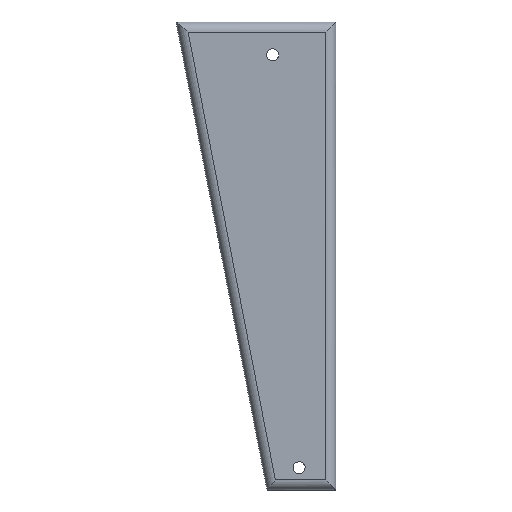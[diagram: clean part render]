
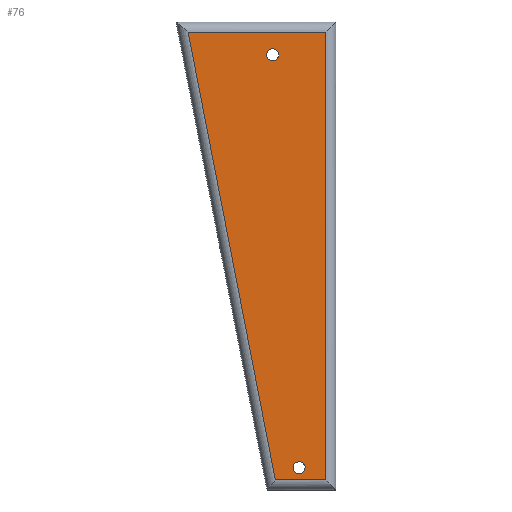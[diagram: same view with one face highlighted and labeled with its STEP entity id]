
A CAD part, left-side view. The second image highlights one B-rep face of the part: STEP entity #76.
In plain terms, the highlighted planar face has unit normal (-1, 0, 0).
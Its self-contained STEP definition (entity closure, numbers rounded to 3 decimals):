
#76 = ADVANCED_FACE( '', ( #87, #88, #89 ), #90, .F. );
#87 = FACE_OUTER_BOUND( '', #109, .T. );
#88 = FACE_BOUND( '', #110, .T. );
#89 = FACE_BOUND( '', #111, .T. );
#90 = PLANE( '', #112 );
#109 = EDGE_LOOP( '', ( #133, #134, #135, #136 ) );
#110 = EDGE_LOOP( '', ( #137 ) );
#111 = EDGE_LOOP( '', ( #138 ) );
#112 = AXIS2_PLACEMENT_3D( '', #139, #140, #141 );
#133 = ORIENTED_EDGE( '', *, *, #186, .F. );
#134 = ORIENTED_EDGE( '', *, *, #187, .F. );
#135 = ORIENTED_EDGE( '', *, *, #188, .F. );
#136 = ORIENTED_EDGE( '', *, *, #189, .F. );
#137 = ORIENTED_EDGE( '', *, *, #185, .T. );
#138 = ORIENTED_EDGE( '', *, *, #190, .T. );
#139 = CARTESIAN_POINT( '', ( 13139.428, -0.037, -0.001 ) );
#140 = DIRECTION( '', ( 1., 0., 0. ) );
#141 = DIRECTION( '', ( 0., 0.033, -0.999 ) );
#185 = EDGE_CURVE( '', #202, #202, #203, .T. );
#186 = EDGE_CURVE( '', #204, #205, #206, .T. );
#187 = EDGE_CURVE( '', #207, #204, #208, .T. );
#188 = EDGE_CURVE( '', #209, #207, #210, .T. );
#189 = EDGE_CURVE( '', #205, #209, #211, .T. );
#190 = EDGE_CURVE( '', #212, #212, #213, .T. );
#202 = VERTEX_POINT( '', #230 );
#203 = CIRCLE( '', #231, 3. );
#204 = VERTEX_POINT( '', #232 );
#205 = VERTEX_POINT( '', #233 );
#206 = LINE( '', #234, #235 );
#207 = VERTEX_POINT( '', #236 );
#208 = LINE( '', #237, #238 );
#209 = VERTEX_POINT( '', #239 );
#210 = LINE( '', #240, #241 );
#211 = LINE( '', #242, #243 );
#212 = VERTEX_POINT( '', #244 );
#213 = CIRCLE( '', #245, 3. );
#230 = CARTESIAN_POINT( '', ( 13139.428, 136.068, -768.741 ) );
#231 = AXIS2_PLACEMENT_3D( '', #343, #344, #345 );
#232 = CARTESIAN_POINT( '', ( 13139.428, 106.5, -980.969 ) );
#233 = CARTESIAN_POINT( '', ( 13139.428, 131.785, -980.969 ) );
#234 = CARTESIAN_POINT( '', ( 13139.428, 141.395, -980.969 ) );
#235 = VECTOR( '', #346, 1000. );
#236 = CARTESIAN_POINT( '', ( 13139.428, 106.5, -757.491 ) );
#237 = CARTESIAN_POINT( '', ( 13139.428, 106.5, -869.23 ) );
#238 = VECTOR( '', #347, 1000. );
#239 = CARTESIAN_POINT( '', ( 13139.428, 175.224, -757.491 ) );
#240 = CARTESIAN_POINT( '', ( 13139.428, 141.395, -757.491 ) );
#241 = VECTOR( '', #348, 1000. );
#242 = CARTESIAN_POINT( '', ( 13139.428, 153.597, -868.753 ) );
#243 = VECTOR( '', #349, 1000. );
#244 = CARTESIAN_POINT( '', ( 13139.428, 122.916, -974.759 ) );
#245 = AXIS2_PLACEMENT_3D( '', #350, #351, #352 );
#343 = CARTESIAN_POINT( '', ( 13139.428, 133.07, -768.84 ) );
#344 = DIRECTION( '', ( 1., 0., 0. ) );
#345 = DIRECTION( '', ( 0., 0.999, 0.033 ) );
#346 = DIRECTION( '', ( 0., 1., 0. ) );
#347 = DIRECTION( '', ( 0., 0., -1. ) );
#348 = DIRECTION( '', ( 0., -1., 0. ) );
#349 = DIRECTION( '', ( 0., 0.191, 0.982 ) );
#350 = CARTESIAN_POINT( '', ( 13139.428, 119.918, -974.858 ) );
#351 = DIRECTION( '', ( 1., 0., 0. ) );
#352 = DIRECTION( '', ( 0., 0.999, 0.033 ) );
